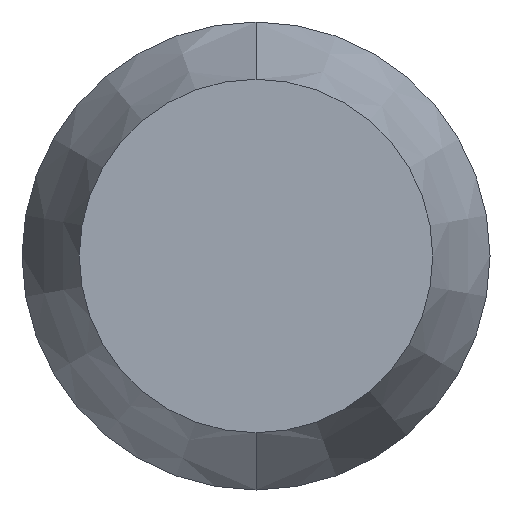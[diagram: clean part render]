
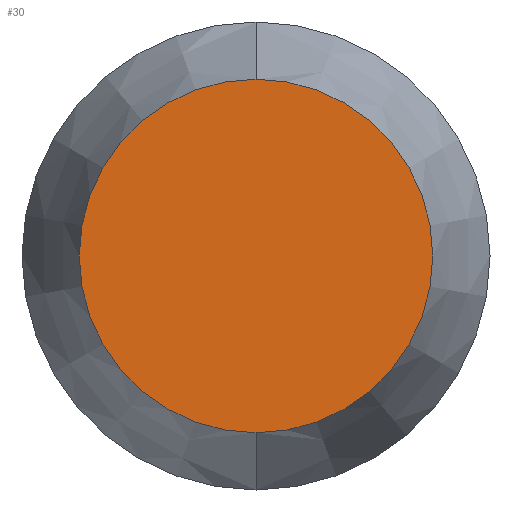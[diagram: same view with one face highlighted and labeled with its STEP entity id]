
A CAD part, front view. The second image highlights one B-rep face of the part: STEP entity #30.
In plain terms, the highlighted planar face has unit normal (0, -1, 0).
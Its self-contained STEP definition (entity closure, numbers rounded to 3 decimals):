
#10 = CARTESIAN_POINT ( 'NONE',  ( 0., 0., 0.449 ) ) ;
#22 = ORIENTED_EDGE ( 'NONE', *, *, #64, .T. ) ;
#23 = PLANE ( 'NONE',  #79 ) ;
#25 = CARTESIAN_POINT ( 'NONE',  ( 0., 0., 0. ) ) ;
#30 = ADVANCED_FACE ( 'NONE', ( #188 ), #23, .F. ) ;
#54 = AXIS2_PLACEMENT_3D ( 'NONE', #173, #137, #83 ) ;
#64 = EDGE_CURVE ( 'NONE', #183, #90, #142, .T. ) ;
#79 = AXIS2_PLACEMENT_3D ( 'NONE', #169, #215, #212 ) ;
#83 = DIRECTION ( 'NONE',  ( 0., 0., 1. ) ) ;
#90 = VERTEX_POINT ( 'NONE', #131 ) ;
#93 = DIRECTION ( 'NONE',  ( 0., 0., 1. ) ) ;
#131 = CARTESIAN_POINT ( 'NONE',  ( 0., 0., -0.449 ) ) ;
#137 = DIRECTION ( 'NONE',  ( 0., -1., 0. ) ) ;
#142 = CIRCLE ( 'NONE', #205, 0.449 ) ;
#165 = ORIENTED_EDGE ( 'NONE', *, *, #204, .T. ) ;
#169 = CARTESIAN_POINT ( 'NONE',  ( 0., 0., 0. ) ) ;
#173 = CARTESIAN_POINT ( 'NONE',  ( 0., 0., 0. ) ) ;
#183 = VERTEX_POINT ( 'NONE', #10 ) ;
#188 = FACE_OUTER_BOUND ( 'NONE', #225, .T. ) ;
#198 = CIRCLE ( 'NONE', #54, 0.449 ) ;
#204 = EDGE_CURVE ( 'NONE', #90, #183, #198, .T. ) ;
#205 = AXIS2_PLACEMENT_3D ( 'NONE', #25, #232, #93 ) ;
#212 = DIRECTION ( 'NONE',  ( 0., 0., 1. ) ) ;
#215 = DIRECTION ( 'NONE',  ( 0., 1., 0. ) ) ;
#225 = EDGE_LOOP ( 'NONE', ( #22, #165 ) ) ;
#232 = DIRECTION ( 'NONE',  ( 0., -1., 0. ) ) ;
